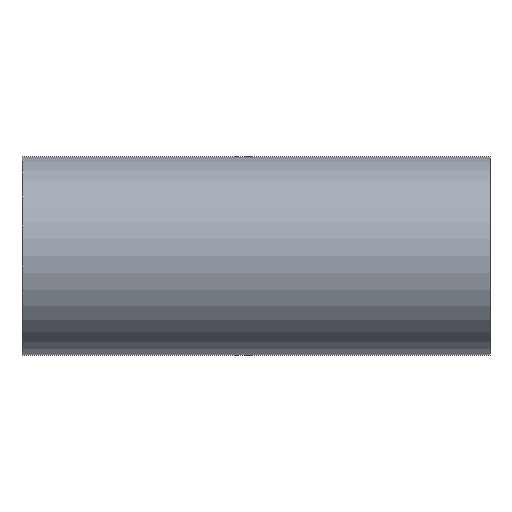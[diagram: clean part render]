
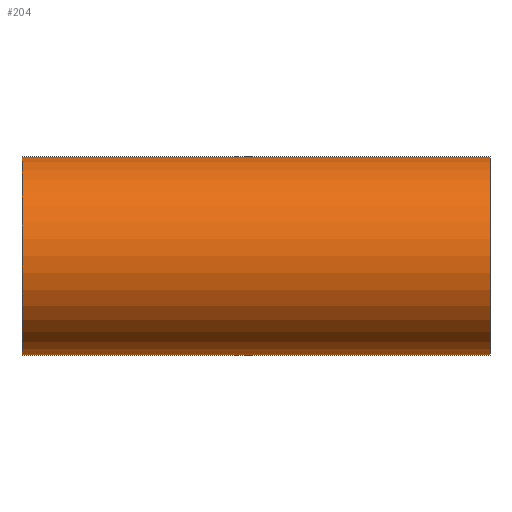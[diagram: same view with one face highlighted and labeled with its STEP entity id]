
A CAD part, top view. The second image highlights one B-rep face of the part: STEP entity #204.
In plain terms, the highlighted cylindrical face has radius 13.494 mm (diameter 26.988 mm), a partial arc.
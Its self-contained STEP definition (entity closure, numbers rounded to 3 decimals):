
#165=CARTESIAN_POINT('Axis2P3D Location',(31.75,193.056,16.835)) ;
#170=CARTESIAN_POINT('Line Origine',(31.75,206.55,16.835)) ;
#174=CARTESIAN_POINT('Vertex',(0.,206.55,16.835)) ;
#176=CARTESIAN_POINT('Vertex',(63.5,206.55,16.835)) ;
#179=CARTESIAN_POINT('Axis2P3D Location',(0.,193.056,16.835)) ;
#183=CARTESIAN_POINT('Vertex',(0.,179.563,16.835)) ;
#186=CARTESIAN_POINT('Line Origine',(31.75,179.563,16.835)) ;
#190=CARTESIAN_POINT('Vertex',(63.5,179.563,16.835)) ;
#193=CARTESIAN_POINT('Axis2P3D Location',(63.5,193.056,16.835)) ;
#166=DIRECTION('Axis2P3D Direction',(1.,0.,0.)) ;
#167=DIRECTION('Axis2P3D XDirection',(0.,1.,0.)) ;
#171=DIRECTION('Vector Direction',(1.,0.,0.)) ;
#180=DIRECTION('Axis2P3D Direction',(1.,0.,0.)) ;
#187=DIRECTION('Vector Direction',(1.,0.,0.)) ;
#194=DIRECTION('Axis2P3D Direction',(1.,0.,0.)) ;
#168=AXIS2_PLACEMENT_3D('Cylinder Axis2P3D',#165,#166,#167) ;
#181=AXIS2_PLACEMENT_3D('Circle Axis2P3D',#179,#180,$) ;
#195=AXIS2_PLACEMENT_3D('Circle Axis2P3D',#193,#194,$) ;
#199=ORIENTED_EDGE('',*,*,#178,.F.) ;
#200=ORIENTED_EDGE('',*,*,#185,.T.) ;
#201=ORIENTED_EDGE('',*,*,#192,.T.) ;
#202=ORIENTED_EDGE('',*,*,#197,.F.) ;
#172=VECTOR('Line Direction',#171,1.) ;
#188=VECTOR('Line Direction',#187,1.) ;
#204=ADVANCED_FACE('PartBody',(#203),#169,.T.) ;
#182=CIRCLE('generated circle',#181,13.494) ;
#196=CIRCLE('generated circle',#195,13.494) ;
#169=CYLINDRICAL_SURFACE('generated cylinder',#168,13.494) ;
#178=EDGE_CURVE('',#175,#177,#173,.T.) ;
#185=EDGE_CURVE('',#175,#184,#182,.T.) ;
#192=EDGE_CURVE('',#184,#191,#189,.T.) ;
#197=EDGE_CURVE('',#177,#191,#196,.T.) ;
#198=EDGE_LOOP('',(#199,#200,#201,#202)) ;
#203=FACE_OUTER_BOUND('',#198,.T.) ;
#173=LINE('Line',#170,#172) ;
#189=LINE('Line',#186,#188) ;
#175=VERTEX_POINT('',#174) ;
#177=VERTEX_POINT('',#176) ;
#184=VERTEX_POINT('',#183) ;
#191=VERTEX_POINT('',#190) ;
